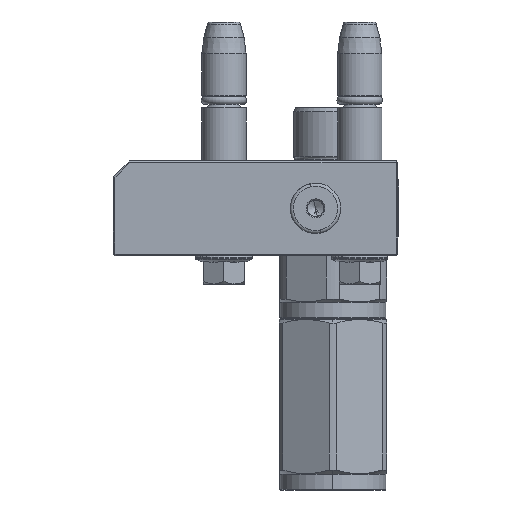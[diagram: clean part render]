
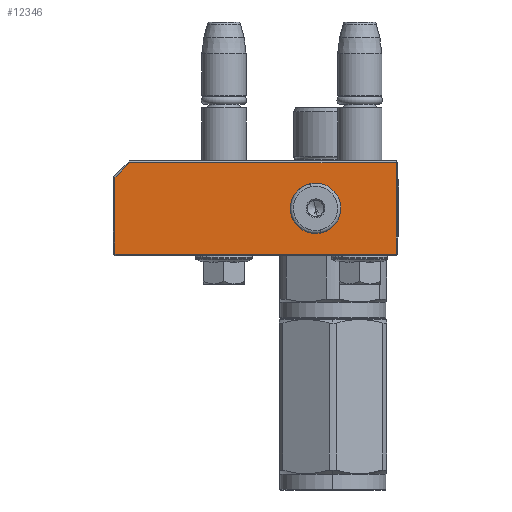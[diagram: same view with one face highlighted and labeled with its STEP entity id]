
A CAD part, front view. The second image highlights one B-rep face of the part: STEP entity #12346.
In plain terms, the highlighted face is planar.
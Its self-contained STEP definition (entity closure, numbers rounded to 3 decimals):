
#2670 = LINE ( 'NONE', #8501, #33699 ) ;
#2679 = CARTESIAN_POINT ( 'NONE',  ( 94., 20.32, 19. ) ) ;
#2825 = ORIENTED_EDGE ( 'NONE', *, *, #32290, .F. ) ;
#3436 = ORIENTED_EDGE ( 'NONE', *, *, #12384, .F. ) ;
#3689 = EDGE_CURVE ( 'NONE', #12422, #19798, #24685, .T. ) ;
#5435 = ORIENTED_EDGE ( 'NONE', *, *, #19759, .T. ) ;
#5511 = EDGE_CURVE ( 'NONE', #37089, #8245, #32531, .T. ) ;
#5914 = ORIENTED_EDGE ( 'NONE', *, *, #5511, .T. ) ;
#6253 = VECTOR ( 'NONE', #25414, 1000. ) ;
#6480 = DIRECTION ( 'NONE',  ( 0., 1., 0. ) ) ;
#6990 = VECTOR ( 'NONE', #16099, 1000. ) ;
#8072 = DIRECTION ( 'NONE',  ( 0., 0., -1. ) ) ;
#8245 = VERTEX_POINT ( 'NONE', #17516 ) ;
#8501 = CARTESIAN_POINT ( 'NONE',  ( 94., 29.5, 44.5 ) ) ;
#9015 = VERTEX_POINT ( 'NONE', #17703 ) ;
#10825 = DIRECTION ( 'NONE',  ( -1., 0., 0. ) ) ;
#11419 = CARTESIAN_POINT ( 'NONE',  ( 94., 0., 45. ) ) ;
#11482 = CIRCLE ( 'NONE', #37946, 5.32 ) ;
#11685 = DIRECTION ( 'NONE',  ( 1., 0., 0. ) ) ;
#12346 = ADVANCED_FACE ( 'NONE', ( #38723, #15193 ), #37174, .T. ) ;
#12384 = EDGE_CURVE ( 'NONE', #9015, #19798, #2670, .T. ) ;
#12422 = VERTEX_POINT ( 'NONE', #21065 ) ;
#12664 = CARTESIAN_POINT ( 'NONE',  ( 94., 29.5, -44.5 ) ) ;
#13762 = CARTESIAN_POINT ( 'NONE',  ( 94., 0.5, 44.5 ) ) ;
#14216 = EDGE_CURVE ( 'NONE', #36421, #35972, #34070, .T. ) ;
#15193 = FACE_OUTER_BOUND ( 'NONE', #28334, .T. ) ;
#15975 = ORIENTED_EDGE ( 'NONE', *, *, #3689, .T. ) ;
#16099 = DIRECTION ( 'NONE',  ( 0., 0., -1. ) ) ;
#17449 = EDGE_LOOP ( 'NONE', ( #28898, #39996 ) ) ;
#17516 = CARTESIAN_POINT ( 'NONE',  ( 94., 0.5, -39.793 ) ) ;
#17703 = CARTESIAN_POINT ( 'NONE',  ( 94., 29.5, 44.5 ) ) ;
#18220 = LINE ( 'NONE', #24370, #29751 ) ;
#19500 = CARTESIAN_POINT ( 'NONE',  ( 94., 5.207, -44.5 ) ) ;
#19673 = AXIS2_PLACEMENT_3D ( 'NONE', #11419, #11685, #8072 ) ;
#19759 = EDGE_CURVE ( 'NONE', #8245, #12422, #22249, .T. ) ;
#19798 = VERTEX_POINT ( 'NONE', #12664 ) ;
#21065 = CARTESIAN_POINT ( 'NONE',  ( 94., 5.207, -44.5 ) ) ;
#22249 = LINE ( 'NONE', #40803, #6253 ) ;
#23165 = DIRECTION ( 'NONE',  ( -1., 0., 0. ) ) ;
#23412 = CARTESIAN_POINT ( 'NONE',  ( 94., 15., 19. ) ) ;
#24370 = CARTESIAN_POINT ( 'NONE',  ( 94., 0.5, 44.5 ) ) ;
#24685 = LINE ( 'NONE', #19500, #41167 ) ;
#25414 = DIRECTION ( 'NONE',  ( 0., 0.707, -0.707 ) ) ;
#25423 = CARTESIAN_POINT ( 'NONE',  ( 94., 9.68, 19. ) ) ;
#27651 = DIRECTION ( 'NONE',  ( 0., 1., 0. ) ) ;
#27764 = EDGE_CURVE ( 'NONE', #35972, #36421, #11482, .T. ) ;
#28334 = EDGE_LOOP ( 'NONE', ( #5435, #15975, #3436, #2825, #5914 ) ) ;
#28898 = ORIENTED_EDGE ( 'NONE', *, *, #14216, .T. ) ;
#29751 = VECTOR ( 'NONE', #27651, 1000. ) ;
#30865 = DIRECTION ( 'NONE',  ( 0., 0., -1. ) ) ;
#31897 = CARTESIAN_POINT ( 'NONE',  ( 94., 0.5, 44.5 ) ) ;
#32290 = EDGE_CURVE ( 'NONE', #37089, #9015, #18220, .T. ) ;
#32531 = LINE ( 'NONE', #31897, #6990 ) ;
#32566 = DIRECTION ( 'NONE',  ( 0., 1., 0. ) ) ;
#33216 = DIRECTION ( 'NONE',  ( 0., -1., 0. ) ) ;
#33699 = VECTOR ( 'NONE', #30865, 1000. ) ;
#34070 = CIRCLE ( 'NONE', #34513, 5.32 ) ;
#34513 = AXIS2_PLACEMENT_3D ( 'NONE', #23412, #10825, #33216 ) ;
#35972 = VERTEX_POINT ( 'NONE', #2679 ) ;
#36421 = VERTEX_POINT ( 'NONE', #25423 ) ;
#37089 = VERTEX_POINT ( 'NONE', #13762 ) ;
#37174 = PLANE ( 'NONE',  #19673 ) ;
#37946 = AXIS2_PLACEMENT_3D ( 'NONE', #38865, #23165, #32566 ) ;
#38723 = FACE_BOUND ( 'NONE', #17449, .T. ) ;
#38865 = CARTESIAN_POINT ( 'NONE',  ( 94., 15., 19. ) ) ;
#39996 = ORIENTED_EDGE ( 'NONE', *, *, #27764, .T. ) ;
#40803 = CARTESIAN_POINT ( 'NONE',  ( 94., 0.5, -39.793 ) ) ;
#41167 = VECTOR ( 'NONE', #6480, 1000. ) ;
